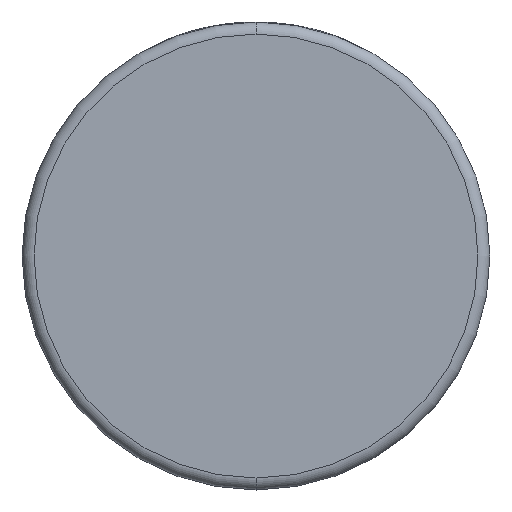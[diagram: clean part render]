
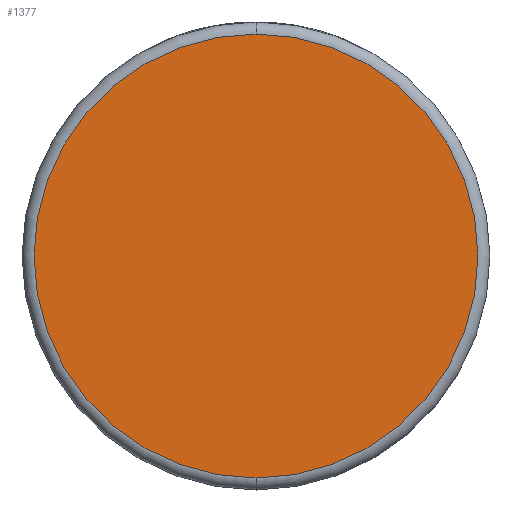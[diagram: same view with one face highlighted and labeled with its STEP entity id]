
A CAD part, front view. The second image highlights one B-rep face of the part: STEP entity #1377.
In plain terms, the highlighted planar face has unit normal (0, -1, 0).
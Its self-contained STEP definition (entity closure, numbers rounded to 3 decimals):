
#115 = VERTEX_POINT ( 'NONE', #179 ) ;
#179 = CARTESIAN_POINT ( 'NONE',  ( 0., 0., -37. ) ) ;
#419 = ORIENTED_EDGE ( 'NONE', *, *, #2202, .T. ) ;
#430 = CIRCLE ( 'NONE', #2026, 37. ) ;
#522 = CARTESIAN_POINT ( 'NONE',  ( 0., 0., 0. ) ) ;
#1073 = AXIS2_PLACEMENT_3D ( 'NONE', #1874, #4171, #1886 ) ;
#1163 = DIRECTION ( 'NONE',  ( 0., 0., 1. ) ) ;
#1362 = PLANE ( 'NONE',  #2521 ) ;
#1377 = ADVANCED_FACE ( 'NONE', ( #3949 ), #1362, .F. ) ;
#1657 = VERTEX_POINT ( 'NONE', #3359 ) ;
#1874 = CARTESIAN_POINT ( 'NONE',  ( 0., 0., 0. ) ) ;
#1886 = DIRECTION ( 'NONE',  ( 0., 0., 1. ) ) ;
#1962 = CIRCLE ( 'NONE', #1073, 37. ) ;
#2026 = AXIS2_PLACEMENT_3D ( 'NONE', #2058, #3099, #4054 ) ;
#2058 = CARTESIAN_POINT ( 'NONE',  ( 0., 0., 0. ) ) ;
#2202 = EDGE_CURVE ( 'NONE', #1657, #115, #1962, .T. ) ;
#2521 = AXIS2_PLACEMENT_3D ( 'NONE', #522, #3182, #1163 ) ;
#3099 = DIRECTION ( 'NONE',  ( 0., -1., 0. ) ) ;
#3182 = DIRECTION ( 'NONE',  ( 0., 1., 0. ) ) ;
#3359 = CARTESIAN_POINT ( 'NONE',  ( 0., 0., 37. ) ) ;
#3465 = EDGE_LOOP ( 'NONE', ( #419, #4231 ) ) ;
#3848 = EDGE_CURVE ( 'NONE', #115, #1657, #430, .T. ) ;
#3949 = FACE_OUTER_BOUND ( 'NONE', #3465, .T. ) ;
#4054 = DIRECTION ( 'NONE',  ( 0., 0., 1. ) ) ;
#4171 = DIRECTION ( 'NONE',  ( 0., -1., 0. ) ) ;
#4231 = ORIENTED_EDGE ( 'NONE', *, *, #3848, .T. ) ;
